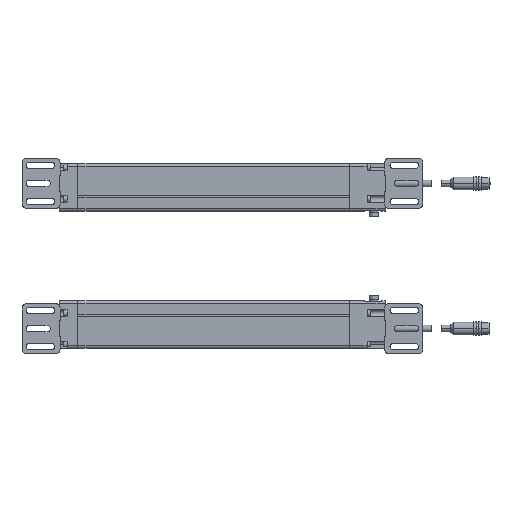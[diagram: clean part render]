
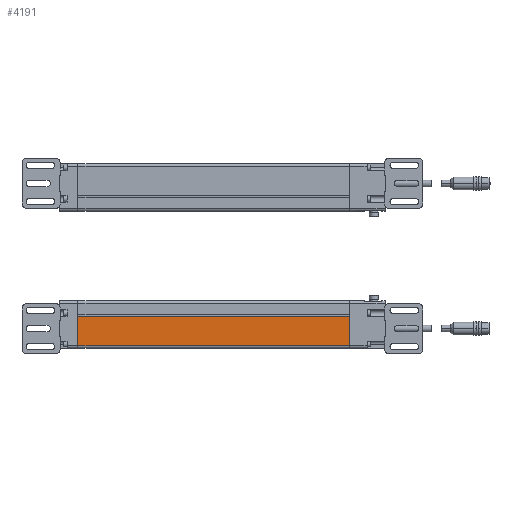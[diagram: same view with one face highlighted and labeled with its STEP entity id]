
A CAD part, left-side view. The second image highlights one B-rep face of the part: STEP entity #4191.
In plain terms, the highlighted planar face has unit normal (-1, 0, 0).
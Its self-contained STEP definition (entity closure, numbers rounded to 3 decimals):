
#414 = LINE ( 'NONE', #415, #416 ) ;
#415 = CARTESIAN_POINT ( 'NONE',  ( -19., 37.95, -17.85 ) ) ;
#416 = VECTOR ( 'NONE', #417, 1000. ) ;
#417 = DIRECTION ( 'NONE',  ( 0., 0., 1. ) ) ;
#801 = EDGE_LOOP ( 'NONE', ( #25634, #2173, #1820, #5048 ) ) ;
#978 = CARTESIAN_POINT ( 'NONE',  ( -19., 37.95, 12.65 ) ) ;
#1395 = VERTEX_POINT ( 'NONE', #10023 ) ;
#1820 = ORIENTED_EDGE ( 'NONE', *, *, #23215, .T. ) ;
#2173 = ORIENTED_EDGE ( 'NONE', *, *, #25569, .T. ) ;
#2376 = CARTESIAN_POINT ( 'NONE',  ( -19., 37.95, -17.85 ) ) ;
#19260 = VERTEX_POINT ( 'NONE', #24099 ) ;
#4191 = ADVANCED_FACE ( 'NONE', ( #13955 ), #13956, .F. ) ;
#4393 = LINE ( 'NONE', #4394, #4395 ) ;
#4394 = CARTESIAN_POINT ( 'NONE',  ( -19., 385.351, -17.85 ) ) ;
#4395 = VECTOR ( 'NONE', #4396, 1000. ) ;
#4396 = DIRECTION ( 'NONE',  ( 0., -1., 0. ) ) ;
#5048 = ORIENTED_EDGE ( 'NONE', *, *, #5500, .F. ) ;
#5360 = LINE ( 'NONE', #5361, #5362 ) ;
#5361 = CARTESIAN_POINT ( 'NONE',  ( -19., 322.35, -17.85 ) ) ;
#5362 = VECTOR ( 'NONE', #5363, 1000. ) ;
#5363 = DIRECTION ( 'NONE',  ( 0., 0., 1. ) ) ;
#5500 = EDGE_CURVE ( 'NONE', #1395, #23630, #15366, .T. ) ;
#23215 = EDGE_CURVE ( 'NONE', #24431, #23630, #414, .T. ) ;
#23630 = VERTEX_POINT ( 'NONE', #978 ) ;
#24099 = CARTESIAN_POINT ( 'NONE',  ( -19., 322.35, -17.85 ) ) ;
#24431 = VERTEX_POINT ( 'NONE', #2376 ) ;
#25569 = EDGE_CURVE ( 'NONE', #19260, #24431, #4393, .T. ) ;
#25634 = ORIENTED_EDGE ( 'NONE', *, *, #26271, .F. ) ;
#26271 = EDGE_CURVE ( 'NONE', #19260, #1395, #5360, .T. ) ;
#10023 = CARTESIAN_POINT ( 'NONE',  ( -19., 322.35, 12.65 ) ) ;
#13955 = FACE_OUTER_BOUND ( 'NONE', #801, .T. ) ;
#13956 = PLANE ( 'NONE',  #13957 ) ;
#13957 = AXIS2_PLACEMENT_3D ( 'NONE', #13958, #13959, #13960 ) ;
#13958 = CARTESIAN_POINT ( 'NONE',  ( -19., 385.351, -17.85 ) ) ;
#13959 = DIRECTION ( 'NONE',  ( 1., 0., 0. ) ) ;
#13960 = DIRECTION ( 'NONE',  ( 0., 0., -1. ) ) ;
#15366 = LINE ( 'NONE', #15367, #15368 ) ;
#15367 = CARTESIAN_POINT ( 'NONE',  ( -19., 385.351, 12.65 ) ) ;
#15368 = VECTOR ( 'NONE', #15369, 1000. ) ;
#15369 = DIRECTION ( 'NONE',  ( 0., -1., 0. ) ) ;
